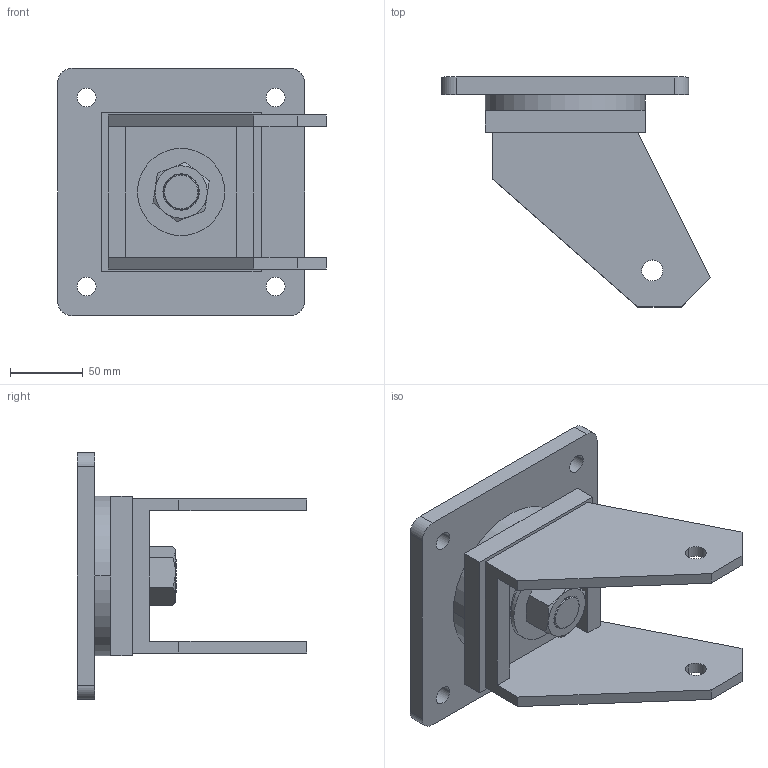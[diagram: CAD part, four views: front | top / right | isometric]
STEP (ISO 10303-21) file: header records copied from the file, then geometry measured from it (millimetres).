
FILE_DESCRIPTION (( 'STEP AP214' ), '1' );
FILE_NAME ('0018560_HD-L-150-3.STEP', '2017-03-23T12:54:28', ( '' ), ( '' ), 'SwSTEP 2.0', 'SolidWorks 2016', '' );
FILE_SCHEMA (( 'AUTOMOTIVE_DESIGN' ));
Length unit declared in the file: millimetre
Products named in the file (1): 0018560_HD-L-150-3
Bounding box: 185 x 158 x 170 mm (x, y, z)
Volume: 868645.2 mm3; surface area: 162473.4 mm2
Topology: 3 solids, 3 shells, 92 faces, 218 edges, 136 vertices
Faces by surface type: plane 46, cylinder 28, cone 18
Entity records: 3844 total; most frequent: CARTESIAN_POINT 615, DIRECTION 454, ORIENTED_EDGE 436, EDGE_CURVE 218, AXIS2_PLACEMENT_3D 167, VERTEX_POINT 136, LINE 120, VECTOR 120
